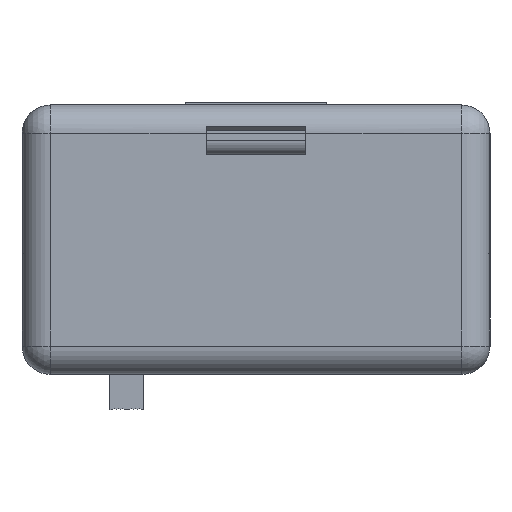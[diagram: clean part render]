
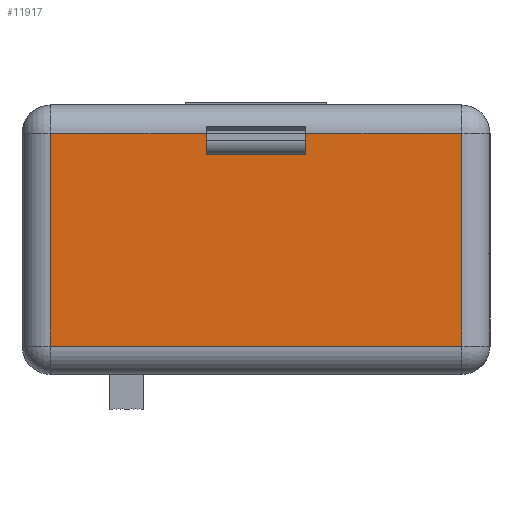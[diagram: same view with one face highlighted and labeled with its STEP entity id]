
A CAD part, left-side view. The second image highlights one B-rep face of the part: STEP entity #11917.
In plain terms, the highlighted planar face has unit normal (-1, 0, 0).
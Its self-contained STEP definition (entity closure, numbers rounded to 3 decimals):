
#681 = CARTESIAN_POINT ( 'NONE',  ( -34., 13., 7.5 ) ) ;
#927 = CARTESIAN_POINT ( 'NONE',  ( -34., 2., -7.5 ) ) ;
#1084 = VECTOR ( 'NONE', #2004, 1000. ) ;
#1199 = EDGE_LOOP ( 'NONE', ( #4609, #1908, #4765, #8346, #4015, #4728, #1938, #13047 ) ) ;
#1341 = VECTOR ( 'NONE', #3878, 1000. ) ;
#1908 = ORIENTED_EDGE ( 'NONE', *, *, #16257, .F. ) ;
#1938 = ORIENTED_EDGE ( 'NONE', *, *, #6947, .T. ) ;
#2004 = DIRECTION ( 'NONE',  ( 0., 0., 1. ) ) ;
#2211 = DIRECTION ( 'NONE',  ( 0., 0., -1. ) ) ;
#2286 = EDGE_CURVE ( 'NONE', #10235, #10966, #16596, .T. ) ;
#2548 = CARTESIAN_POINT ( 'NONE',  ( -34., 20., 6. ) ) ;
#3176 = EDGE_CURVE ( 'NONE', #10117, #10681, #6001, .T. ) ;
#3878 = DIRECTION ( 'NONE',  ( 0., -1., 0. ) ) ;
#4015 = ORIENTED_EDGE ( 'NONE', *, *, #2286, .T. ) ;
#4072 = VECTOR ( 'NONE', #9080, 1000. ) ;
#4224 = VERTEX_POINT ( 'NONE', #4359 ) ;
#4359 = CARTESIAN_POINT ( 'NONE',  ( -34., 13., 6. ) ) ;
#4609 = ORIENTED_EDGE ( 'NONE', *, *, #16924, .T. ) ;
#4728 = ORIENTED_EDGE ( 'NONE', *, *, #5965, .T. ) ;
#4765 = ORIENTED_EDGE ( 'NONE', *, *, #17802, .F. ) ;
#5186 = CARTESIAN_POINT ( 'NONE',  ( -34., 20., 7.5 ) ) ;
#5252 = VECTOR ( 'NONE', #12294, 1000. ) ;
#5677 = LINE ( 'NONE', #927, #1341 ) ;
#5869 = VECTOR ( 'NONE', #16290, 1000. ) ;
#5931 = LINE ( 'NONE', #12119, #5252 ) ;
#5950 = CARTESIAN_POINT ( 'NONE',  ( -34., 20., 6. ) ) ;
#5965 = EDGE_CURVE ( 'NONE', #10966, #6661, #5931, .T. ) ;
#6001 = LINE ( 'NONE', #10486, #9480 ) ;
#6022 = CARTESIAN_POINT ( 'NONE',  ( -34., 31., 7.5 ) ) ;
#6382 = CARTESIAN_POINT ( 'NONE',  ( -34., 31., -7.5 ) ) ;
#6420 = CARTESIAN_POINT ( 'NONE',  ( -34., 2., 9.5 ) ) ;
#6661 = VERTEX_POINT ( 'NONE', #6382 ) ;
#6947 = EDGE_CURVE ( 'NONE', #6661, #10681, #5677, .T. ) ;
#7982 = VECTOR ( 'NONE', #13171, 1000. ) ;
#8346 = ORIENTED_EDGE ( 'NONE', *, *, #10574, .F. ) ;
#8416 = LINE ( 'NONE', #10590, #4072 ) ;
#8684 = LINE ( 'NONE', #2548, #13013 ) ;
#9046 = CARTESIAN_POINT ( 'NONE',  ( -34., 2., 7.5 ) ) ;
#9080 = DIRECTION ( 'NONE',  ( 0., 0., -1. ) ) ;
#9217 = DIRECTION ( 'NONE',  ( 0., 0., -1. ) ) ;
#9327 = AXIS2_PLACEMENT_3D ( 'NONE', #6420, #16075, #9217 ) ;
#9440 = CARTESIAN_POINT ( 'NONE',  ( -34., 2., 7.5 ) ) ;
#9480 = VECTOR ( 'NONE', #2211, 1000. ) ;
#9563 = LINE ( 'NONE', #9440, #5869 ) ;
#10117 = VERTEX_POINT ( 'NONE', #9046 ) ;
#10235 = VERTEX_POINT ( 'NONE', #5186 ) ;
#10486 = CARTESIAN_POINT ( 'NONE',  ( -34., 2., 9.5 ) ) ;
#10574 = EDGE_CURVE ( 'NONE', #10235, #15147, #8416, .T. ) ;
#10590 = CARTESIAN_POINT ( 'NONE',  ( -34., 20., 7.5 ) ) ;
#10681 = VERTEX_POINT ( 'NONE', #16056 ) ;
#10966 = VERTEX_POINT ( 'NONE', #6022 ) ;
#11489 = VERTEX_POINT ( 'NONE', #12367 ) ;
#11917 = ADVANCED_FACE ( 'NONE', ( #15717 ), #14927, .F. ) ;
#12119 = CARTESIAN_POINT ( 'NONE',  ( -34., 31., 9.5 ) ) ;
#12294 = DIRECTION ( 'NONE',  ( 0., 0., -1. ) ) ;
#12367 = CARTESIAN_POINT ( 'NONE',  ( -34., 13., 7.5 ) ) ;
#13013 = VECTOR ( 'NONE', #17772, 1000. ) ;
#13047 = ORIENTED_EDGE ( 'NONE', *, *, #3176, .F. ) ;
#13171 = DIRECTION ( 'NONE',  ( 0., 1., 0. ) ) ;
#13862 = LINE ( 'NONE', #681, #1084 ) ;
#14927 = PLANE ( 'NONE',  #9327 ) ;
#15147 = VERTEX_POINT ( 'NONE', #5950 ) ;
#15717 = FACE_OUTER_BOUND ( 'NONE', #1199, .T. ) ;
#15861 = CARTESIAN_POINT ( 'NONE',  ( -34., 2., 7.5 ) ) ;
#16056 = CARTESIAN_POINT ( 'NONE',  ( -34., 2., -7.5 ) ) ;
#16075 = DIRECTION ( 'NONE',  ( 1., 0., 0. ) ) ;
#16257 = EDGE_CURVE ( 'NONE', #4224, #11489, #13862, .T. ) ;
#16290 = DIRECTION ( 'NONE',  ( 0., 1., 0. ) ) ;
#16596 = LINE ( 'NONE', #15861, #7982 ) ;
#16924 = EDGE_CURVE ( 'NONE', #10117, #11489, #9563, .T. ) ;
#17772 = DIRECTION ( 'NONE',  ( 0., -1., 0. ) ) ;
#17802 = EDGE_CURVE ( 'NONE', #15147, #4224, #8684, .T. ) ;
